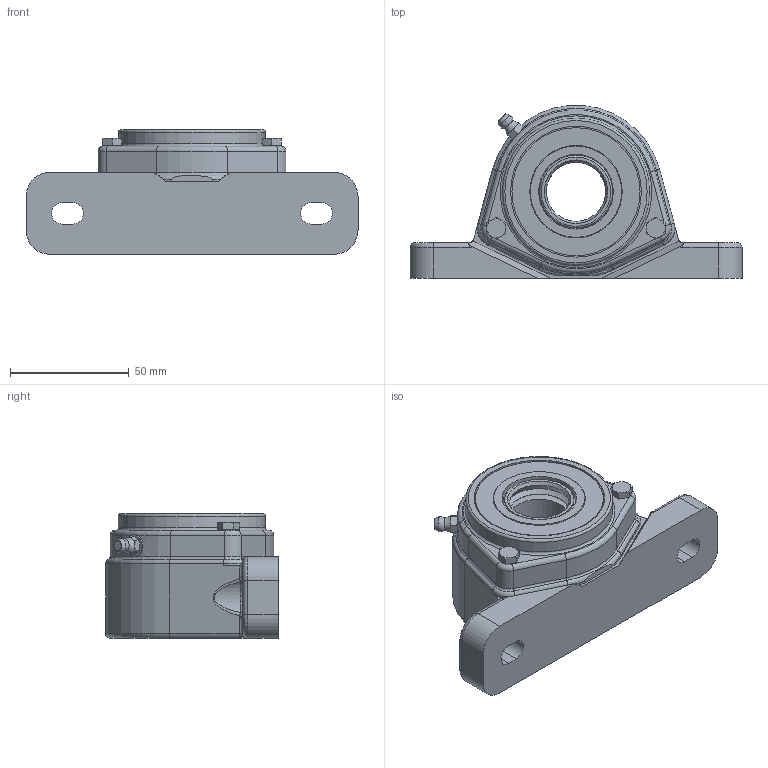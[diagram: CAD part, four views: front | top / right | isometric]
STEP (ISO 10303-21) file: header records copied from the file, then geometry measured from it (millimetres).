
FILE_DESCRIPTION(/* description */ (''),/* implementation_level */ '2;1');
FILE_NAME(/* name */ 'NG25SF21.stp',/* time_stamp */ '2015-10-30T14:34:29+01:00',/* author */ ('fje'),/* organization */ (''),/* preprocessor_version */ 'ST-DEVELOPER v15.2',/* originating_system */ 'Autodesk Inventor 2014',/* authorisation */ '');
FILE_SCHEMA (('AUTOMOTIVE_DESIGN { 1 0 10303 214 3 1 1 }'));
Length unit declared in the file: millimetre
Products named in the file (1): Part107
Bounding box: 140 x 72.86 x 52.5 mm (x, y, z)
Volume: 198939.9 mm3; surface area: 64259.7 mm2
Topology: 6 solids, 16 shells, 496 faces, 1241 edges, 773 vertices
Faces by surface type: cylinder 175, plane 165, cone 70, torus 67, bspline 14, sphere 5
Full cylindrical faces by diameter (mm): 2.4 x1, 3 x4, 4.567 x2, 5 x2, 5.5 x2, 6 x2, 6.5 x4, 6.7 x2, 9 x1, 25 x2, 29.2 x2, 30.5 x2, 31.5 x2, 32.87 x2, 34.45 x1, 35 x2, 37.5 x1, 38.5 x1, 39 x1, 42.35 x1, 43.93 x4, 54 x2, 55.2 x1, 60.5 x2, 62 x1
Entity records: 15944 total; most frequent: CARTESIAN_POINT 4257, DIRECTION 2400, ORIENTED_EDGE 2260, EDGE_CURVE 1100, AXIS2_PLACEMENT_3D 1006, VERTEX_POINT 735, EDGE_LOOP 649, CIRCLE 516
